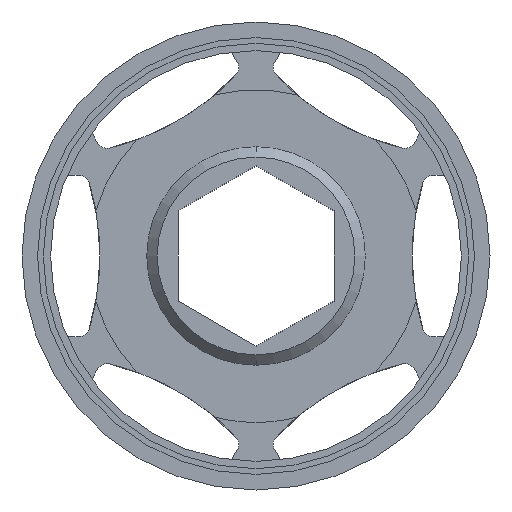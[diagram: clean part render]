
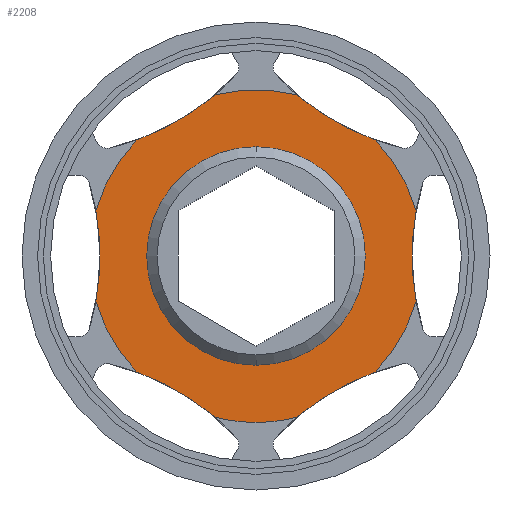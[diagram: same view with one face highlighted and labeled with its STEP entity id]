
A CAD part, front view. The second image highlights one B-rep face of the part: STEP entity #2208.
In plain terms, the highlighted planar face has unit normal (0, -1, 0).
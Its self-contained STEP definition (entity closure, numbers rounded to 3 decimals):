
#1 = AXIS2_PLACEMENT_3D ( 'NONE', #1155, #2215, #2012 ) ;
#14 = CARTESIAN_POINT ( 'NONE',  ( 7.864, 0.5, 31.019 ) ) ;
#30 = VERTEX_POINT ( 'NONE', #524 ) ;
#56 = DIRECTION ( 'NONE',  ( 0., -1., 0. ) ) ;
#92 = CARTESIAN_POINT ( 'NONE',  ( 0., 0.5, 0. ) ) ;
#127 = CARTESIAN_POINT ( 'NONE',  ( 78., 0.5, 0. ) ) ;
#166 = VERTEX_POINT ( 'NONE', #1434 ) ;
#170 = VERTEX_POINT ( 'NONE', #193 ) ;
#177 = VERTEX_POINT ( 'NONE', #2700 ) ;
#193 = CARTESIAN_POINT ( 'NONE',  ( -30.795, 0.5, -8.699 ) ) ;
#247 = DIRECTION ( 'NONE',  ( 0., 0., -1. ) ) ;
#252 = AXIS2_PLACEMENT_3D ( 'NONE', #563, #2200, #2454 ) ;
#320 = DIRECTION ( 'NONE',  ( 0., -1., 0. ) ) ;
#342 = CARTESIAN_POINT ( 'NONE',  ( 39., 0.5, -67.55 ) ) ;
#360 = DIRECTION ( 'NONE',  ( 0., 0., -1. ) ) ;
#392 = AXIS2_PLACEMENT_3D ( 'NONE', #1590, #320, #1367 ) ;
#393 = CIRCLE ( 'NONE', #1, 32. ) ;
#406 = AXIS2_PLACEMENT_3D ( 'NONE', #1524, #1902, #452 ) ;
#445 = ORIENTED_EDGE ( 'NONE', *, *, #953, .T. ) ;
#452 = DIRECTION ( 'NONE',  ( 0., 0., -1. ) ) ;
#461 = EDGE_CURVE ( 'NONE', #177, #2101, #1655, .T. ) ;
#519 = CIRCLE ( 'NONE', #864, 48. ) ;
#524 = CARTESIAN_POINT ( 'NONE',  ( 0., 0.5, -32. ) ) ;
#529 = ORIENTED_EDGE ( 'NONE', *, *, #1232, .T. ) ;
#537 = CARTESIAN_POINT ( 'NONE',  ( -22.931, 0.5, 22.32 ) ) ;
#541 = ORIENTED_EDGE ( 'NONE', *, *, #1440, .T. ) ;
#543 = CARTESIAN_POINT ( 'NONE',  ( -39., 0.5, -67.55 ) ) ;
#563 = CARTESIAN_POINT ( 'NONE',  ( 0., 0.5, 0. ) ) ;
#621 = CARTESIAN_POINT ( 'NONE',  ( 0., 0.5, 0. ) ) ;
#631 = DIRECTION ( 'NONE',  ( 0., -1., 0. ) ) ;
#640 = CARTESIAN_POINT ( 'NONE',  ( 7.864, 0.5, -31.019 ) ) ;
#643 = ORIENTED_EDGE ( 'NONE', *, *, #1032, .T. ) ;
#659 = DIRECTION ( 'NONE',  ( 0., -1., 0. ) ) ;
#674 = CARTESIAN_POINT ( 'NONE',  ( 0., 0.5, 21.007 ) ) ;
#697 = ORIENTED_EDGE ( 'NONE', *, *, #1997, .T. ) ;
#764 = VERTEX_POINT ( 'NONE', #2637 ) ;
#779 = EDGE_CURVE ( 'NONE', #1587, #30, #900, .T. ) ;
#791 = CARTESIAN_POINT ( 'NONE',  ( -78., 0.5, 0. ) ) ;
#792 = EDGE_CURVE ( 'NONE', #764, #1587, #519, .T. ) ;
#811 = EDGE_CURVE ( 'NONE', #962, #2051, #1873, .T. ) ;
#816 = DIRECTION ( 'NONE',  ( 0., 0., -1. ) ) ;
#823 = VERTEX_POINT ( 'NONE', #1779 ) ;
#834 = AXIS2_PLACEMENT_3D ( 'NONE', #791, #1346, #2186 ) ;
#840 = AXIS2_PLACEMENT_3D ( 'NONE', #1609, #1417, #998 ) ;
#855 = CARTESIAN_POINT ( 'NONE',  ( 0., 0.5, 0. ) ) ;
#864 = AXIS2_PLACEMENT_3D ( 'NONE', #543, #2620, #2427 ) ;
#898 = VERTEX_POINT ( 'NONE', #14 ) ;
#900 = CIRCLE ( 'NONE', #392, 32. ) ;
#903 = CIRCLE ( 'NONE', #1476, 32. ) ;
#953 = EDGE_CURVE ( 'NONE', #166, #2381, #1344, .T. ) ;
#962 = VERTEX_POINT ( 'NONE', #674 ) ;
#998 = DIRECTION ( 'NONE',  ( 0., 0., -1. ) ) ;
#1032 = EDGE_CURVE ( 'NONE', #898, #166, #903, .T. ) ;
#1068 = DIRECTION ( 'NONE',  ( 0., 0., -1. ) ) ;
#1070 = DIRECTION ( 'NONE',  ( 0., 1., 0. ) ) ;
#1074 = FACE_BOUND ( 'NONE', #1341, .T. ) ;
#1094 = CIRCLE ( 'NONE', #840, 32. ) ;
#1110 = ORIENTED_EDGE ( 'NONE', *, *, #792, .T. ) ;
#1145 = DIRECTION ( 'NONE',  ( 0., -1., 0. ) ) ;
#1155 = CARTESIAN_POINT ( 'NONE',  ( 0., 0.5, 0. ) ) ;
#1157 = EDGE_CURVE ( 'NONE', #2381, #1884, #393, .T. ) ;
#1171 = DIRECTION ( 'NONE',  ( 0., 0., -1. ) ) ;
#1232 = EDGE_CURVE ( 'NONE', #2101, #823, #2220, .T. ) ;
#1234 = CARTESIAN_POINT ( 'NONE',  ( -7.864, 0.5, -31.019 ) ) ;
#1264 = EDGE_CURVE ( 'NONE', #1884, #170, #2581, .T. ) ;
#1267 = EDGE_LOOP ( 'NONE', ( #2671, #1437, #1110, #2059, #2248, #697, #2693, #1891, #529, #541, #643, #445, #1969 ) ) ;
#1296 = DIRECTION ( 'NONE',  ( 0., 0., -1. ) ) ;
#1341 = EDGE_LOOP ( 'NONE', ( #1370, #2589 ) ) ;
#1344 = CIRCLE ( 'NONE', #2052, 48. ) ;
#1346 = DIRECTION ( 'NONE',  ( 0., 1., 0. ) ) ;
#1367 = DIRECTION ( 'NONE',  ( 0., 0., -1. ) ) ;
#1370 = ORIENTED_EDGE ( 'NONE', *, *, #811, .F. ) ;
#1379 = VERTEX_POINT ( 'NONE', #640 ) ;
#1382 = CARTESIAN_POINT ( 'NONE',  ( 0., 0.5, 0. ) ) ;
#1396 = AXIS2_PLACEMENT_3D ( 'NONE', #1642, #1436, #2274 ) ;
#1400 = VERTEX_POINT ( 'NONE', #2463 ) ;
#1417 = DIRECTION ( 'NONE',  ( 0., -1., 0. ) ) ;
#1434 = CARTESIAN_POINT ( 'NONE',  ( -7.864, 0.5, 31.019 ) ) ;
#1436 = DIRECTION ( 'NONE',  ( 0., -1., 0. ) ) ;
#1437 = ORIENTED_EDGE ( 'NONE', *, *, #2428, .T. ) ;
#1440 = EDGE_CURVE ( 'NONE', #823, #898, #2586, .T. ) ;
#1476 = AXIS2_PLACEMENT_3D ( 'NONE', #92, #56, #1296 ) ;
#1493 = CIRCLE ( 'NONE', #2368, 32. ) ;
#1520 = AXIS2_PLACEMENT_3D ( 'NONE', #1785, #1812, #360 ) ;
#1524 = CARTESIAN_POINT ( 'NONE',  ( 39., 0.5, 67.55 ) ) ;
#1584 = DIRECTION ( 'NONE',  ( 0., 1., 0. ) ) ;
#1587 = VERTEX_POINT ( 'NONE', #1234 ) ;
#1590 = CARTESIAN_POINT ( 'NONE',  ( 0., 0.5, 0. ) ) ;
#1597 = CARTESIAN_POINT ( 'NONE',  ( 0., 0.5, -21.007 ) ) ;
#1609 = CARTESIAN_POINT ( 'NONE',  ( 0., 0.5, 0. ) ) ;
#1642 = CARTESIAN_POINT ( 'NONE',  ( 0., 0.5, 0. ) ) ;
#1655 = CIRCLE ( 'NONE', #2005, 48. ) ;
#1696 = AXIS2_PLACEMENT_3D ( 'NONE', #1382, #1145, #2204 ) ;
#1708 = EDGE_CURVE ( 'NONE', #30, #1379, #2541, .T. ) ;
#1779 = CARTESIAN_POINT ( 'NONE',  ( 22.931, 0.5, 22.32 ) ) ;
#1785 = CARTESIAN_POINT ( 'NONE',  ( 0., 0.5, 0. ) ) ;
#1812 = DIRECTION ( 'NONE',  ( 0., -1., 0. ) ) ;
#1820 = CIRCLE ( 'NONE', #252, 21.007 ) ;
#1873 = CIRCLE ( 'NONE', #1696, 21.007 ) ;
#1884 = VERTEX_POINT ( 'NONE', #2173 ) ;
#1891 = ORIENTED_EDGE ( 'NONE', *, *, #461, .T. ) ;
#1902 = DIRECTION ( 'NONE',  ( 0., 1., 0. ) ) ;
#1969 = ORIENTED_EDGE ( 'NONE', *, *, #1157, .T. ) ;
#1991 = AXIS2_PLACEMENT_3D ( 'NONE', #621, #659, #247 ) ;
#1997 = EDGE_CURVE ( 'NONE', #1379, #1400, #2609, .T. ) ;
#2005 = AXIS2_PLACEMENT_3D ( 'NONE', #127, #1070, #2515 ) ;
#2012 = DIRECTION ( 'NONE',  ( 0., 0., -1. ) ) ;
#2051 = VERTEX_POINT ( 'NONE', #1597 ) ;
#2052 = AXIS2_PLACEMENT_3D ( 'NONE', #2316, #2113, #1068 ) ;
#2058 = EDGE_CURVE ( 'NONE', #2051, #962, #1820, .T. ) ;
#2059 = ORIENTED_EDGE ( 'NONE', *, *, #779, .T. ) ;
#2067 = FACE_OUTER_BOUND ( 'NONE', #1267, .T. ) ;
#2101 = VERTEX_POINT ( 'NONE', #2466 ) ;
#2113 = DIRECTION ( 'NONE',  ( 0., 1., 0. ) ) ;
#2173 = CARTESIAN_POINT ( 'NONE',  ( -30.795, 0.5, 8.699 ) ) ;
#2186 = DIRECTION ( 'NONE',  ( 0., 0., -1. ) ) ;
#2200 = DIRECTION ( 'NONE',  ( 0., -1., 0. ) ) ;
#2204 = DIRECTION ( 'NONE',  ( 0., 0., -1. ) ) ;
#2208 = ADVANCED_FACE ( 'NONE', ( #1074, #2067 ), #2282, .T. ) ;
#2215 = DIRECTION ( 'NONE',  ( 0., -1., 0. ) ) ;
#2220 = CIRCLE ( 'NONE', #1520, 32. ) ;
#2248 = ORIENTED_EDGE ( 'NONE', *, *, #1708, .T. ) ;
#2274 = DIRECTION ( 'NONE',  ( 0., 0., -1. ) ) ;
#2282 = PLANE ( 'NONE',  #1991 ) ;
#2316 = CARTESIAN_POINT ( 'NONE',  ( -39., 0.5, 67.55 ) ) ;
#2341 = AXIS2_PLACEMENT_3D ( 'NONE', #342, #1584, #1171 ) ;
#2368 = AXIS2_PLACEMENT_3D ( 'NONE', #855, #631, #816 ) ;
#2381 = VERTEX_POINT ( 'NONE', #537 ) ;
#2427 = DIRECTION ( 'NONE',  ( 0., 0., -1. ) ) ;
#2428 = EDGE_CURVE ( 'NONE', #170, #764, #1094, .T. ) ;
#2454 = DIRECTION ( 'NONE',  ( 0., 0., -1. ) ) ;
#2463 = CARTESIAN_POINT ( 'NONE',  ( 22.931, 0.5, -22.32 ) ) ;
#2466 = CARTESIAN_POINT ( 'NONE',  ( 30.795, 0.5, 8.699 ) ) ;
#2515 = DIRECTION ( 'NONE',  ( 0., 0., -1. ) ) ;
#2541 = CIRCLE ( 'NONE', #1396, 32. ) ;
#2570 = EDGE_CURVE ( 'NONE', #1400, #177, #1493, .T. ) ;
#2581 = CIRCLE ( 'NONE', #834, 48. ) ;
#2586 = CIRCLE ( 'NONE', #406, 48. ) ;
#2589 = ORIENTED_EDGE ( 'NONE', *, *, #2058, .F. ) ;
#2609 = CIRCLE ( 'NONE', #2341, 48. ) ;
#2620 = DIRECTION ( 'NONE',  ( 0., 1., 0. ) ) ;
#2637 = CARTESIAN_POINT ( 'NONE',  ( -22.931, 0.5, -22.32 ) ) ;
#2671 = ORIENTED_EDGE ( 'NONE', *, *, #1264, .T. ) ;
#2693 = ORIENTED_EDGE ( 'NONE', *, *, #2570, .T. ) ;
#2700 = CARTESIAN_POINT ( 'NONE',  ( 30.795, 0.5, -8.699 ) ) ;
